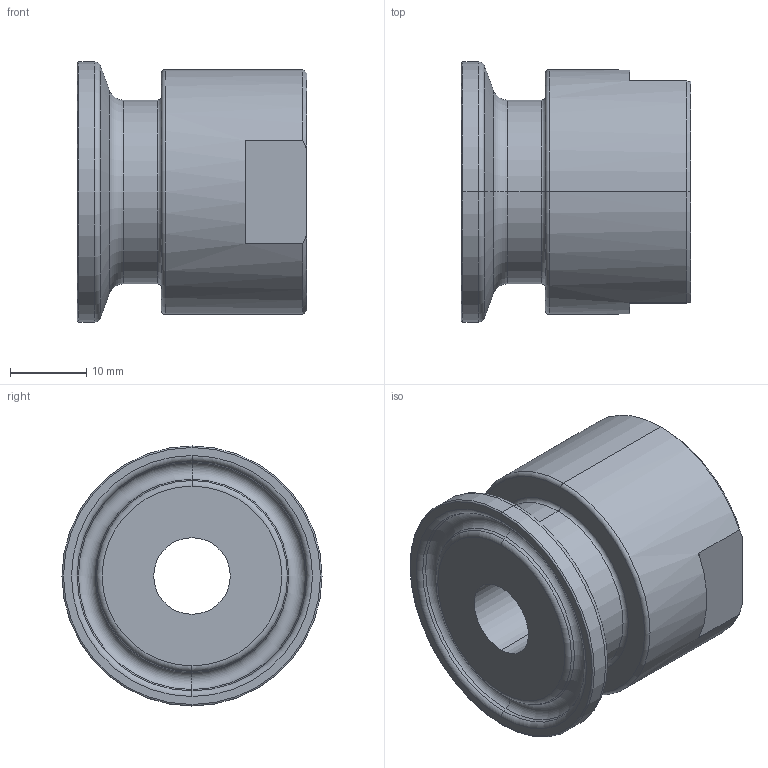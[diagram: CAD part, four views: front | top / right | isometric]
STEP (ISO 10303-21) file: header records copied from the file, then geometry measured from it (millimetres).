
FILE_DESCRIPTION (( 'STEP AP214' ), '1' );
FILE_NAME ('AF.D10.075.STEP', '2020-03-26T16:20:01', ( '' ), ( '' ), 'SwSTEP 2.0', 'SolidWorks 2019', '' );
FILE_SCHEMA (( 'AUTOMOTIVE_DESIGN' ));
Length unit declared in the file: millimetre
Products named in the file (1): AF.D10.075
Bounding box: 30 x 34 x 34 mm (x, y, z)
Volume: 12694 mm3; surface area: 6831.9 mm2
Topology: 1 solids, 1 shells, 49 faces, 104 edges, 61 vertices
Faces by surface type: torus 16, cylinder 12, cone 11, plane 10
Entity records: 1371 total; most frequent: DIRECTION 271, CARTESIAN_POINT 227, ORIENTED_EDGE 208, AXIS2_PLACEMENT_3D 121, EDGE_CURVE 104, CIRCLE 71, VERTEX_POINT 61, EDGE_LOOP 55
